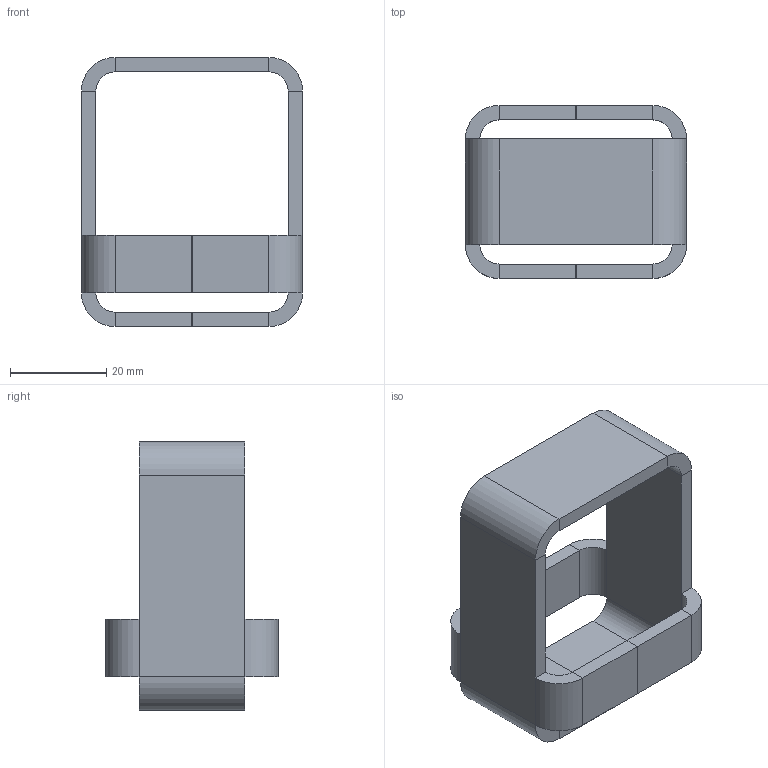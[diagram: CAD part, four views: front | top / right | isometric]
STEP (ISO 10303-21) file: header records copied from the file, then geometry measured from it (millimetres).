
FILE_DESCRIPTION(('CATIA V5 STEP Exchange'),'2;1');
FILE_NAME('x-carriage-sheet-metal.stp','2022-07-01T18:19:57+00:00',('none'),('none'),'CATIA Version 5 Release 21 GA (IN-10)','CATIA V5 STEP AP203','none');
FILE_SCHEMA(('CONFIG_CONTROL_DESIGN'));
Length unit declared in the file: millimetre
Products named in the file (1): x-carriage-sheet-metal
Bounding box: 46 x 36 x 56 mm (x, y, z)
Volume: 15596.9 mm3; surface area: 12216.6 mm2
Topology: 1 solids, 1 shells, 74 faces, 152 edges, 80 vertices
Faces by surface type: plane 58, cylinder 16
Entity records: 1866 total; most frequent: CARTESIAN_POINT 307, ORIENTED_EDGE 304, DIRECTION 300, EDGE_CURVE 152, VECTOR 120, LINE 120, AXIS2_PLACEMENT_3D 107, VERTEX_POINT 80
